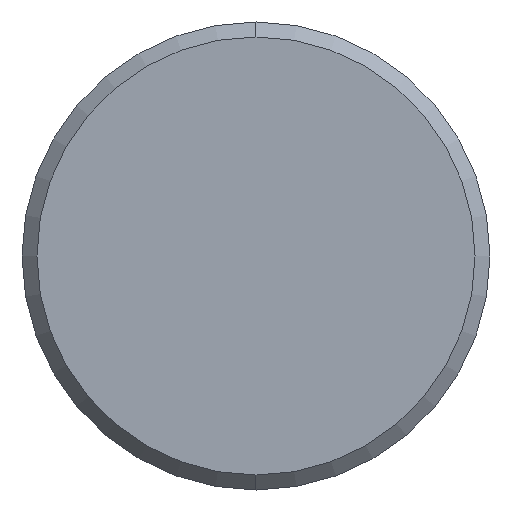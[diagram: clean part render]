
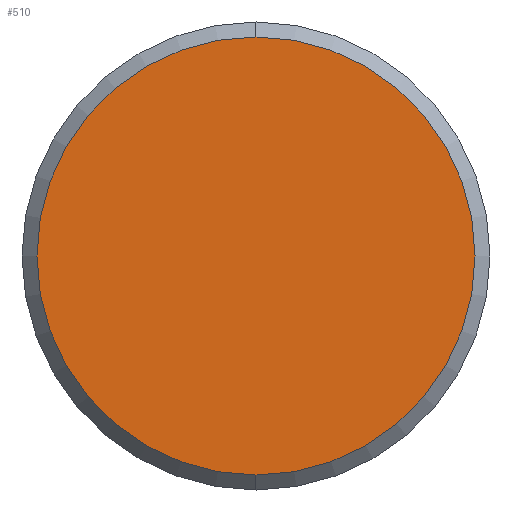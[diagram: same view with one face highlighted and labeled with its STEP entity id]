
A CAD part, left-side view. The second image highlights one B-rep face of the part: STEP entity #510.
In plain terms, the highlighted planar face has unit normal (-1, 0, 0).
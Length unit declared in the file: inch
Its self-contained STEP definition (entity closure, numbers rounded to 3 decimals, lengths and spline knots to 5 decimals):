
#43 = DIRECTION ( 'NONE',  ( 0., 0., 1. ) ) ;
#66 = AXIS2_PLACEMENT_3D ( 'NONE', #962, #587, #43 ) ;
#107 = CIRCLE ( 'NONE', #564, 0.2925 ) ;
#120 = EDGE_LOOP ( 'NONE', ( #513, #843 ) ) ;
#134 = FACE_OUTER_BOUND ( 'NONE', #120, .T. ) ;
#223 = EDGE_CURVE ( 'NONE', #861, #1126, #1177, .T. ) ;
#256 = CARTESIAN_POINT ( 'NONE',  ( 0., 0., -0.2925 ) ) ;
#404 = CARTESIAN_POINT ( 'NONE',  ( 0., 0., 0. ) ) ;
#501 = DIRECTION ( 'NONE',  ( 0., 0., -1. ) ) ;
#510 = ADVANCED_FACE ( 'NONE', ( #134 ), #1151, .T. ) ;
#513 = ORIENTED_EDGE ( 'NONE', *, *, #971, .F. ) ;
#564 = AXIS2_PLACEMENT_3D ( 'NONE', #404, #1065, #501 ) ;
#572 = CARTESIAN_POINT ( 'NONE',  ( 0., 0., 0.2925 ) ) ;
#587 = DIRECTION ( 'NONE',  ( -1., 0., 0. ) ) ;
#790 = CARTESIAN_POINT ( 'NONE',  ( 0., 0., 0. ) ) ;
#843 = ORIENTED_EDGE ( 'NONE', *, *, #223, .F. ) ;
#856 = AXIS2_PLACEMENT_3D ( 'NONE', #790, #1136, #1047 ) ;
#861 = VERTEX_POINT ( 'NONE', #572 ) ;
#962 = CARTESIAN_POINT ( 'NONE',  ( 0., 0.3125, 0. ) ) ;
#971 = EDGE_CURVE ( 'NONE', #1126, #861, #107, .T. ) ;
#1047 = DIRECTION ( 'NONE',  ( 0., 0., -1. ) ) ;
#1065 = DIRECTION ( 'NONE',  ( 1., 0., 0. ) ) ;
#1126 = VERTEX_POINT ( 'NONE', #256 ) ;
#1136 = DIRECTION ( 'NONE',  ( 1., 0., 0. ) ) ;
#1151 = PLANE ( 'NONE',  #66 ) ;
#1177 = CIRCLE ( 'NONE', #856, 0.2925 ) ;
